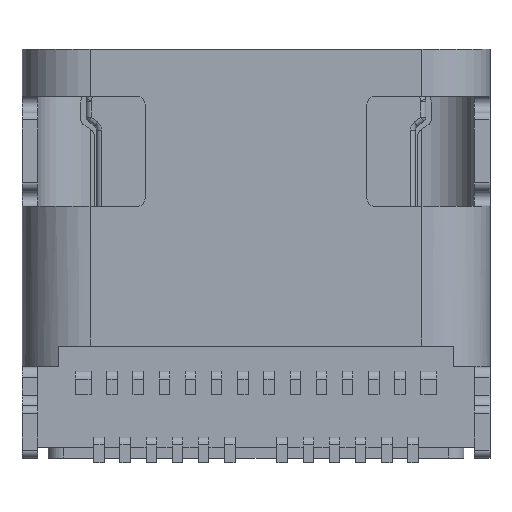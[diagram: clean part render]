
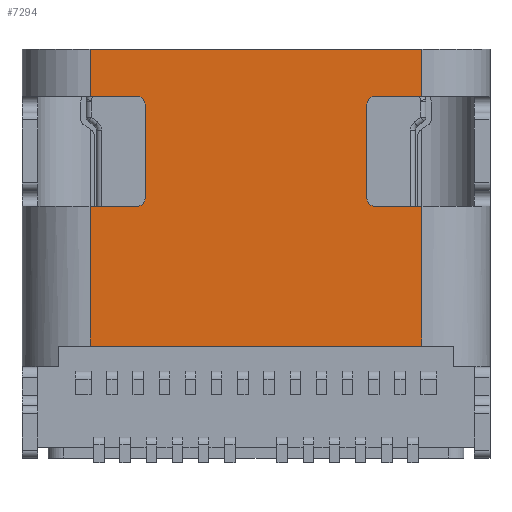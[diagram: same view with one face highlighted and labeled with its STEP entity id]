
A CAD part, front view. The second image highlights one B-rep face of the part: STEP entity #7294.
In plain terms, the highlighted planar face has unit normal (0, -1, 0).
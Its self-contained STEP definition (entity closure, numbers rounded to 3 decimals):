
#263=PLANE('',#7787);
#579=LINE('',#10726,#1383);
#658=LINE('',#10933,#1462);
#659=LINE('',#10938,#1463);
#660=LINE('',#10940,#1464);
#661=LINE('',#10942,#1465);
#662=LINE('',#10944,#1466);
#663=LINE('',#10948,#1467);
#664=LINE('',#10951,#1468);
#665=LINE('',#10953,#1469);
#666=LINE('',#10955,#1470);
#667=LINE('',#10959,#1471);
#668=LINE('',#10962,#1472);
#1383=VECTOR('',#8592,1000.);
#1462=VECTOR('',#8747,1000.);
#1463=VECTOR('',#8752,1000.);
#1464=VECTOR('',#8753,1000.);
#1465=VECTOR('',#8754,1000.);
#1466=VECTOR('',#8755,1000.);
#1467=VECTOR('',#8758,1000.);
#1468=VECTOR('',#8761,1000.);
#1469=VECTOR('',#8762,1000.);
#1470=VECTOR('',#8763,1000.);
#1471=VECTOR('',#8766,1000.);
#1472=VECTOR('',#8769,1000.);
#2279=FACE_OUTER_BOUND('',#2679,.T.);
#2679=EDGE_LOOP('',(#5451,#5452,#5453,#5454,#5455,#5456,#5457,#5458,#5459,
#5460,#5461,#5462,#5463,#5464,#5465,#5466));
#3111=CIRCLE('',#7788,0.15);
#3112=CIRCLE('',#7789,0.15);
#3113=CIRCLE('',#7790,0.15);
#3114=CIRCLE('',#7791,0.15);
#3404=VERTEX_POINT('',#10724);
#3405=VERTEX_POINT('',#10725);
#3495=VERTEX_POINT('',#10932);
#3496=VERTEX_POINT('',#10936);
#3497=VERTEX_POINT('',#10937);
#3498=VERTEX_POINT('',#10939);
#3499=VERTEX_POINT('',#10941);
#3500=VERTEX_POINT('',#10943);
#3501=VERTEX_POINT('',#10945);
#3502=VERTEX_POINT('',#10947);
#3503=VERTEX_POINT('',#10949);
#3504=VERTEX_POINT('',#10952);
#3505=VERTEX_POINT('',#10954);
#3506=VERTEX_POINT('',#10956);
#3507=VERTEX_POINT('',#10958);
#3508=VERTEX_POINT('',#10960);
#4138=EDGE_CURVE('',#3404,#3405,#579,.T.);
#4242=EDGE_CURVE('',#3405,#3495,#658,.T.);
#4244=EDGE_CURVE('',#3496,#3497,#659,.T.);
#4245=EDGE_CURVE('',#3497,#3498,#660,.T.);
#4246=EDGE_CURVE('',#3498,#3499,#661,.T.);
#4247=EDGE_CURVE('',#3500,#3499,#662,.T.);
#4248=EDGE_CURVE('',#3500,#3501,#3111,.T.);
#4249=EDGE_CURVE('',#3501,#3502,#663,.T.);
#4250=EDGE_CURVE('',#3502,#3503,#3112,.T.);
#4251=EDGE_CURVE('',#3503,#3495,#664,.T.);
#4252=EDGE_CURVE('',#3404,#3504,#665,.T.);
#4253=EDGE_CURVE('',#3504,#3505,#666,.T.);
#4254=EDGE_CURVE('',#3505,#3506,#3113,.T.);
#4255=EDGE_CURVE('',#3506,#3507,#667,.T.);
#4256=EDGE_CURVE('',#3507,#3508,#3114,.T.);
#4257=EDGE_CURVE('',#3496,#3508,#668,.T.);
#5451=ORIENTED_EDGE('',*,*,#4244,.T.);
#5452=ORIENTED_EDGE('',*,*,#4245,.T.);
#5453=ORIENTED_EDGE('',*,*,#4246,.T.);
#5454=ORIENTED_EDGE('',*,*,#4247,.F.);
#5455=ORIENTED_EDGE('',*,*,#4248,.T.);
#5456=ORIENTED_EDGE('',*,*,#4249,.T.);
#5457=ORIENTED_EDGE('',*,*,#4250,.T.);
#5458=ORIENTED_EDGE('',*,*,#4251,.T.);
#5459=ORIENTED_EDGE('',*,*,#4242,.F.);
#5460=ORIENTED_EDGE('',*,*,#4138,.F.);
#5461=ORIENTED_EDGE('',*,*,#4252,.T.);
#5462=ORIENTED_EDGE('',*,*,#4253,.T.);
#5463=ORIENTED_EDGE('',*,*,#4254,.T.);
#5464=ORIENTED_EDGE('',*,*,#4255,.T.);
#5465=ORIENTED_EDGE('',*,*,#4256,.T.);
#5466=ORIENTED_EDGE('',*,*,#4257,.F.);
#7294=ADVANCED_FACE('',(#2279),#263,.T.);
#7787=AXIS2_PLACEMENT_3D('',#10935,#8750,#8751);
#7788=AXIS2_PLACEMENT_3D('',#10946,#8756,#8757);
#7789=AXIS2_PLACEMENT_3D('',#10950,#8759,#8760);
#7790=AXIS2_PLACEMENT_3D('',#10957,#8764,#8765);
#7791=AXIS2_PLACEMENT_3D('',#10961,#8767,#8768);
#8592=DIRECTION('',(1.,0.,0.));
#8747=DIRECTION('',(0.,0.,-1.));
#8750=DIRECTION('center_axis',(0.,-1.,0.));
#8751=DIRECTION('ref_axis',(1.,0.,0.));
#8752=DIRECTION('',(0.,0.,-1.));
#8753=DIRECTION('',(1.,0.,0.));
#8754=DIRECTION('',(0.,0.,1.));
#8755=DIRECTION('',(1.,0.,0.));
#8756=DIRECTION('center_axis',(0.,1.,0.));
#8757=DIRECTION('ref_axis',(-1.,0.,0.));
#8758=DIRECTION('',(0.,0.,1.));
#8759=DIRECTION('center_axis',(0.,1.,0.));
#8760=DIRECTION('ref_axis',(1.,0.,0.));
#8761=DIRECTION('',(1.,0.,0.));
#8762=DIRECTION('',(0.,0.,-1.));
#8763=DIRECTION('',(1.,0.,0.));
#8764=DIRECTION('center_axis',(0.,1.,0.));
#8765=DIRECTION('ref_axis',(-1.,0.,0.));
#8766=DIRECTION('',(0.,0.,-1.));
#8767=DIRECTION('center_axis',(0.,1.,0.));
#8768=DIRECTION('ref_axis',(1.,0.,0.));
#8769=DIRECTION('',(1.,0.,0.));
#10724=CARTESIAN_POINT('',(-3.17,0.,2.958));
#10725=CARTESIAN_POINT('',(3.17,0.,2.958));
#10726=CARTESIAN_POINT('',(0.,0.,2.958));
#10932=CARTESIAN_POINT('',(3.17,0.,2.058));
#10933=CARTESIAN_POINT('',(3.17,0.,-1.742));
#10935=CARTESIAN_POINT('Origin',(-3.17,0.,-1.742));
#10936=CARTESIAN_POINT('',(-3.17,0.,-0.042));
#10937=CARTESIAN_POINT('',(-3.17,0.,-2.712));
#10938=CARTESIAN_POINT('',(-3.17,0.,-1.742));
#10939=CARTESIAN_POINT('',(3.17,0.,-2.712));
#10940=CARTESIAN_POINT('',(-3.17,0.,-2.712));
#10941=CARTESIAN_POINT('',(3.17,0.,-0.042));
#10942=CARTESIAN_POINT('',(3.17,0.,-1.742));
#10943=CARTESIAN_POINT('',(2.27,0.,-0.042));
#10944=CARTESIAN_POINT('',(0.,0.,-0.042));
#10945=CARTESIAN_POINT('',(2.12,0.,0.108));
#10946=CARTESIAN_POINT('Origin',(2.27,0.,0.108));
#10947=CARTESIAN_POINT('',(2.12,0.,1.908));
#10948=CARTESIAN_POINT('',(2.12,0.,-1.742));
#10949=CARTESIAN_POINT('',(2.27,0.,2.058));
#10950=CARTESIAN_POINT('Origin',(2.27,0.,1.908));
#10951=CARTESIAN_POINT('',(-3.17,0.,2.058));
#10952=CARTESIAN_POINT('',(-3.17,0.,2.058));
#10953=CARTESIAN_POINT('',(-3.17,0.,-1.742));
#10954=CARTESIAN_POINT('',(-2.27,0.,2.058));
#10955=CARTESIAN_POINT('',(0.,0.,2.058));
#10956=CARTESIAN_POINT('',(-2.12,0.,1.908));
#10957=CARTESIAN_POINT('Origin',(-2.27,0.,1.908));
#10958=CARTESIAN_POINT('',(-2.12,0.,0.108));
#10959=CARTESIAN_POINT('',(-2.12,0.,-1.742));
#10960=CARTESIAN_POINT('',(-2.27,0.,-0.042));
#10961=CARTESIAN_POINT('Origin',(-2.27,0.,0.108));
#10962=CARTESIAN_POINT('',(0.,0.,-0.042));
